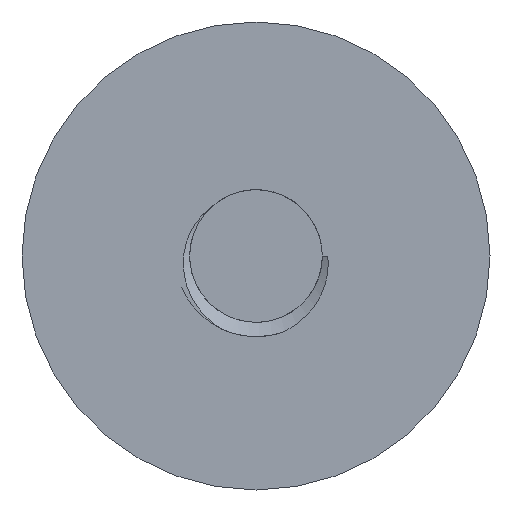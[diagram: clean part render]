
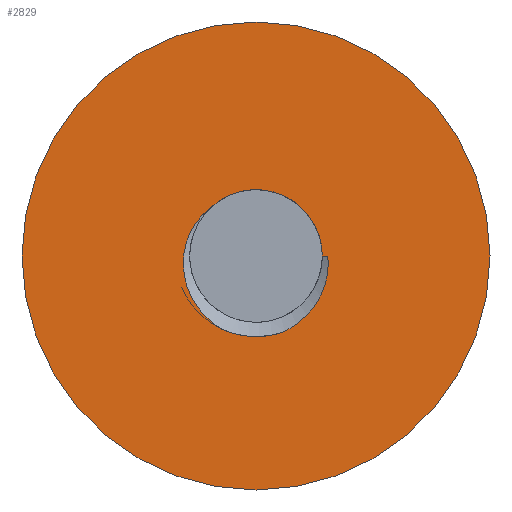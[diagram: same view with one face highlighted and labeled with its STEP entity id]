
A CAD part, front view. The second image highlights one B-rep face of the part: STEP entity #2829.
In plain terms, the highlighted planar face has unit normal (0, -1, 0).
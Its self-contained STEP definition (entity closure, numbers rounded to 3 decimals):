
#27 = CARTESIAN_POINT ( 'NONE',  ( 0.175, 0., -4.837 ) ) ;
#35 = CARTESIAN_POINT ( 'NONE',  ( 1.713, 0., -4.515 ) ) ;
#40 = ORIENTED_EDGE ( 'NONE', *, *, #48, .F. ) ;
#44 = VERTEX_POINT ( 'NONE', #1558 ) ;
#48 = EDGE_CURVE ( 'NONE', #1207, #2787, #2604, .T. ) ;
#53 = CARTESIAN_POINT ( 'NONE',  ( -3.671, 0., -2.801 ) ) ;
#66 = CARTESIAN_POINT ( 'NONE',  ( -4.194, 0., -1.647 ) ) ;
#77 = CARTESIAN_POINT ( 'NONE',  ( -3.007, 0., 2.676 ) ) ;
#90 = CARTESIAN_POINT ( 'NONE',  ( -4.263, 0., 0.507 ) ) ;
#113 = PLANE ( 'NONE',  #2882 ) ;
#159 = CARTESIAN_POINT ( 'NONE',  ( 0., 0., 0. ) ) ;
#206 = FACE_BOUND ( 'NONE', #1229, .T. ) ;
#232 = CARTESIAN_POINT ( 'NONE',  ( 3.02, 0., -3.582 ) ) ;
#234 = CARTESIAN_POINT ( 'NONE',  ( 1.713, 0., -4.515 ) ) ;
#242 = CARTESIAN_POINT ( 'NONE',  ( 4.3, 0., 0. ) ) ;
#265 = CARTESIAN_POINT ( 'NONE',  ( 3.47, 0., -3.054 ) ) ;
#334 = CARTESIAN_POINT ( 'NONE',  ( 0., 0., 0. ) ) ;
#352 = CARTESIAN_POINT ( 'NONE',  ( -4.278, 0., -1.296 ) ) ;
#471 = CARTESIAN_POINT ( 'NONE',  ( 4.101, 0., -1.827 ) ) ;
#482 = CARTESIAN_POINT ( 'NONE',  ( 4.168, 0., -1.607 ) ) ;
#572 = CARTESIAN_POINT ( 'NONE',  ( -3.124, 0., -3.525 ) ) ;
#635 = DIRECTION ( 'NONE',  ( 0., 1., 0. ) ) ;
#687 = ORIENTED_EDGE ( 'NONE', *, *, #2822, .F. ) ;
#807 = ORIENTED_EDGE ( 'NONE', *, *, #1679, .F. ) ;
#810 = CARTESIAN_POINT ( 'NONE',  ( -4.339, 0., -0.755 ) ) ;
#906 = AXIS2_PLACEMENT_3D ( 'NONE', #159, #635, #1648 ) ;
#1038 = CARTESIAN_POINT ( 'NONE',  ( -1.691, 0., -4.535 ) ) ;
#1064 = EDGE_CURVE ( 'NONE', #2073, #2331, #2467, .T. ) ;
#1095 = DIRECTION ( 'NONE',  ( -1., 0., 0. ) ) ;
#1179 = DIRECTION ( 'NONE',  ( 1., 0., 0. ) ) ;
#1207 = VERTEX_POINT ( 'NONE', #2475 ) ;
#1229 = EDGE_LOOP ( 'NONE', ( #3001, #807, #2680, #2208, #1590 ) ) ;
#1250 = CIRCLE ( 'NONE', #906, 14. ) ;
#1259 = LINE ( 'NONE', #2011, #1837 ) ;
#1281 = CARTESIAN_POINT ( 'NONE',  ( 1.11, 0., -4.71 ) ) ;
#1308 = CARTESIAN_POINT ( 'NONE',  ( -4.349, 0., -0.572 ) ) ;
#1325 = CARTESIAN_POINT ( 'NONE',  ( -3.879, 0., 1.525 ) ) ;
#1338 = CARTESIAN_POINT ( 'NONE',  ( -3.697, 0., 1.838 ) ) ;
#1352 = CARTESIAN_POINT ( 'NONE',  ( -3.93, 0., -2.325 ) ) ;
#1399 = DIRECTION ( 'NONE',  ( -1., 0., 0. ) ) ;
#1489 = CARTESIAN_POINT ( 'NONE',  ( 2.131, 0., -4.311 ) ) ;
#1523 = CARTESIAN_POINT ( 'NONE',  ( 3.181, 0., -3.412 ) ) ;
#1526 = B_SPLINE_CURVE_WITH_KNOTS ( 'NONE', 3,
 ( #1529, #1038, #2748, #3020, #2002, #27, #2487, #1281, #2714, #234 ),
 .UNSPECIFIED., .F., .F.,
 ( 4, 2, 2, 2, 4 ),
 ( 0., 0.001, 0.002, 0.003, 0.004 ),
 .UNSPECIFIED. ) ;
#1529 = CARTESIAN_POINT ( 'NONE',  ( -1.982, 0., -4.404 ) ) ;
#1558 = CARTESIAN_POINT ( 'NONE',  ( -2.715, 0., 2.897 ) ) ;
#1590 = ORIENTED_EDGE ( 'NONE', *, *, #2492, .F. ) ;
#1623 = CARTESIAN_POINT ( 'NONE',  ( 0., 0., 0. ) ) ;
#1648 = DIRECTION ( 'NONE',  ( -1., 0., 0. ) ) ;
#1659 = DIRECTION ( 'NONE',  ( 0., -1., 0. ) ) ;
#1665 = CARTESIAN_POINT ( 'NONE',  ( -1.982, 0., -4.404 ) ) ;
#1679 = EDGE_CURVE ( 'NONE', #2148, #44, #1773, .T. ) ;
#1699 = AXIS2_PLACEMENT_3D ( 'NONE', #334, #2539, #1095 ) ;
#1750 = EDGE_LOOP ( 'NONE', ( #40, #687 ) ) ;
#1758 = CARTESIAN_POINT ( 'NONE',  ( 4.345, 0., -0.464 ) ) ;
#1773 = CIRCLE ( 'NONE', #3060, 3.97 ) ;
#1812 = CARTESIAN_POINT ( 'NONE',  ( -3.367, 0., -3.247 ) ) ;
#1837 = VECTOR ( 'NONE', #2465, 1000. ) ;
#1840 = CARTESIAN_POINT ( 'NONE',  ( -4.334, 0., -0.03 ) ) ;
#1851 = VERTEX_POINT ( 'NONE', #2671 ) ;
#1990 = CARTESIAN_POINT ( 'NONE',  ( 1.713, 0., -4.515 ) ) ;
#2002 = CARTESIAN_POINT ( 'NONE',  ( -0.461, 0., -4.818 ) ) ;
#2011 = CARTESIAN_POINT ( 'NONE',  ( 0., 0., 0. ) ) ;
#2059 = FACE_OUTER_BOUND ( 'NONE', #1750, .T. ) ;
#2073 = VERTEX_POINT ( 'NONE', #35 ) ;
#2124 = DIRECTION ( 'NONE',  ( 0., 1., 0. ) ) ;
#2148 = VERTEX_POINT ( 'NONE', #2197 ) ;
#2197 = CARTESIAN_POINT ( 'NONE',  ( 3.97, 0., 0. ) ) ;
#2208 = ORIENTED_EDGE ( 'NONE', *, *, #1064, .F. ) ;
#2240 = CARTESIAN_POINT ( 'NONE',  ( 3.934, 0., -2.258 ) ) ;
#2255 = CARTESIAN_POINT ( 'NONE',  ( 4.3, 0., 0. ) ) ;
#2331 = VERTEX_POINT ( 'NONE', #2255 ) ;
#2381 = CARTESIAN_POINT ( 'NONE',  ( 0., 0., 0. ) ) ;
#2464 = CARTESIAN_POINT ( 'NONE',  ( 4.316, 0., -0.934 ) ) ;
#2465 = DIRECTION ( 'NONE',  ( 1., 0., 0. ) ) ;
#2467 = B_SPLINE_CURVE_WITH_KNOTS ( 'NONE', 3,
 ( #1990, #1489, #2991, #232, #1523, #265, #2965, #3220, #2240, #471, #482, #2464, #1758, #242 ),
 .UNSPECIFIED., .F., .F.,
 ( 4, 2, 2, 2, 2, 2, 4 ),
 ( 0., 0.001, 0.002, 0.003, 0.003, 0.004, 0.006 ),
 .UNSPECIFIED. ) ;
#2475 = CARTESIAN_POINT ( 'NONE',  ( -14., 0., 0. ) ) ;
#2487 = CARTESIAN_POINT ( 'NONE',  ( 0.492, 0., -4.814 ) ) ;
#2492 = EDGE_CURVE ( 'NONE', #1851, #2073, #1526, .T. ) ;
#2518 = CARTESIAN_POINT ( 'NONE',  ( -4.004, 0., -2.157 ) ) ;
#2539 = DIRECTION ( 'NONE',  ( 0., 1., 0. ) ) ;
#2557 = CARTESIAN_POINT ( 'NONE',  ( -4.346, 0., -0.21 ) ) ;
#2587 = CARTESIAN_POINT ( 'NONE',  ( -2.591, 0., -4.012 ) ) ;
#2604 = CIRCLE ( 'NONE', #1699, 14. ) ;
#2636 = B_SPLINE_CURVE_WITH_KNOTS ( 'NONE', 3,
 ( #2805, #77, #2785, #2794, #1338, #1325, #3061, #3047, #90, #1840, #2557, #1308, #810, #352, #66, #2518, #1352, #3072, #53, #1812, #572, #2587, #3102, #1665 ),
 .UNSPECIFIED., .F., .F.,
 ( 4, 2, 2, 2, 2, 2, 2, 2, 2, 2, 2, 4 ),
 ( 0., 0.001, 0.002, 0.002, 0.003, 0.004, 0.004, 0.005, 0.006, 0.006, 0.008, 0.009 ),
 .UNSPECIFIED. ) ;
#2671 = CARTESIAN_POINT ( 'NONE',  ( -1.982, 0., -4.404 ) ) ;
#2680 = ORIENTED_EDGE ( 'NONE', *, *, #3168, .T. ) ;
#2714 = CARTESIAN_POINT ( 'NONE',  ( 1.414, 0., -4.628 ) ) ;
#2725 = EDGE_CURVE ( 'NONE', #44, #1851, #2636, .T. ) ;
#2748 = CARTESIAN_POINT ( 'NONE',  ( -1.387, 0., -4.637 ) ) ;
#2785 = CARTESIAN_POINT ( 'NONE',  ( -3.262, 0., 2.421 ) ) ;
#2787 = VERTEX_POINT ( 'NONE', #3082 ) ;
#2794 = CARTESIAN_POINT ( 'NONE',  ( -3.594, 0., 1.991 ) ) ;
#2805 = CARTESIAN_POINT ( 'NONE',  ( -2.715, 0., 2.897 ) ) ;
#2822 = EDGE_CURVE ( 'NONE', #2787, #1207, #1250, .T. ) ;
#2829 = ADVANCED_FACE ( 'NONE', ( #2059, #206 ), #113, .F. ) ;
#2882 = AXIS2_PLACEMENT_3D ( 'NONE', #1623, #2124, #1399 ) ;
#2965 = CARTESIAN_POINT ( 'NONE',  ( 3.601, 0., -2.866 ) ) ;
#2991 = CARTESIAN_POINT ( 'NONE',  ( 2.51, 0., -4.051 ) ) ;
#3001 = ORIENTED_EDGE ( 'NONE', *, *, #2725, .F. ) ;
#3020 = CARTESIAN_POINT ( 'NONE',  ( -0.773, 0., -4.777 ) ) ;
#3047 = CARTESIAN_POINT ( 'NONE',  ( -4.167, 0., 0.864 ) ) ;
#3060 = AXIS2_PLACEMENT_3D ( 'NONE', #2381, #1659, #1179 ) ;
#3061 = CARTESIAN_POINT ( 'NONE',  ( -3.959, 0., 1.363 ) ) ;
#3072 = CARTESIAN_POINT ( 'NONE',  ( -3.764, 0., -2.646 ) ) ;
#3082 = CARTESIAN_POINT ( 'NONE',  ( 14., 0., 0. ) ) ;
#3102 = CARTESIAN_POINT ( 'NONE',  ( -2.299, 0., -4.224 ) ) ;
#3168 = EDGE_CURVE ( 'NONE', #2148, #2331, #1259, .T. ) ;
#3220 = CARTESIAN_POINT ( 'NONE',  ( 3.832, 0., -2.469 ) ) ;
